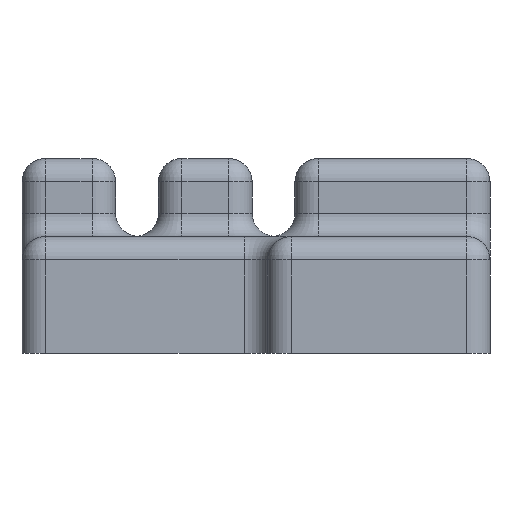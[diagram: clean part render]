
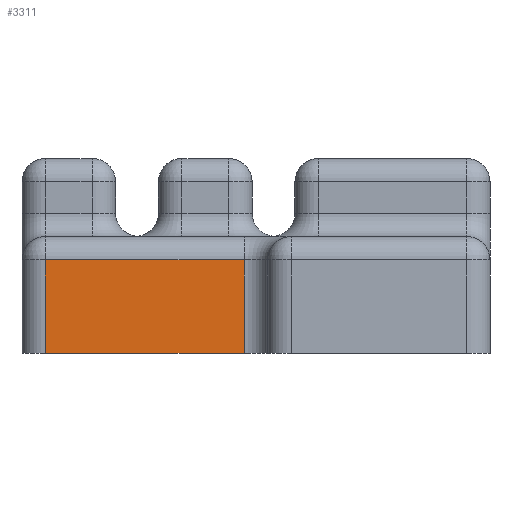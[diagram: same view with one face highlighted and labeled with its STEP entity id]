
A CAD part, left-side view. The second image highlights one B-rep face of the part: STEP entity #3311.
In plain terms, the highlighted planar face has unit normal (-1, 0, 0).
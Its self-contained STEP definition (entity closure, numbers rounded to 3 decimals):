
#1931=CARTESIAN_POINT('',(-11.4,-10.8,-0.6));
#1932=VERTEX_POINT('',#1931);
#1940=CARTESIAN_POINT('',(-11.4,-5.7,-0.6));
#1941=VERTEX_POINT('',#1940);
#1942=CARTESIAN_POINT('',(-11.4,-10.8,-0.6));
#1943=DIRECTION('',(0.,1.,0.));
#1944=VECTOR('',#1943,5.1);
#1945=LINE('',#1942,#1944);
#1946=EDGE_CURVE('',#1932,#1941,#1945,.T.);
#2761=CARTESIAN_POINT('',(-11.4,-10.8,1.8));
#2762=VERTEX_POINT('',#2761);
#2770=CARTESIAN_POINT('',(-11.4,-10.8,-0.6));
#2771=DIRECTION('',(0.,0.,1.));
#2772=VECTOR('',#2771,2.4);
#2773=LINE('',#2770,#2772);
#2774=EDGE_CURVE('',#1932,#2762,#2773,.T.);
#3288=CARTESIAN_POINT('',(-11.4,-4.8,-19.3));
#3289=DIRECTION('',(1.,0.,0.));
#3290=DIRECTION('',(0.,0.,1.));
#3291=AXIS2_PLACEMENT_3D('',#3288,#3289,#3290);
#3292=PLANE('',#3291);
#3293=CARTESIAN_POINT('',(-11.4,-5.7,1.8));
#3294=VERTEX_POINT('',#3293);
#3295=CARTESIAN_POINT('',(-11.4,-10.8,1.8));
#3296=DIRECTION('',(-0.,1.,0.));
#3297=VECTOR('',#3296,5.1);
#3298=LINE('',#3295,#3297);
#3299=EDGE_CURVE('',#2762,#3294,#3298,.T.);
#3300=ORIENTED_EDGE('',*,*,#3299,.T.);
#3301=CARTESIAN_POINT('',(-11.4,-5.7,1.8));
#3302=DIRECTION('',(-0.,-0.,-1.));
#3303=VECTOR('',#3302,2.4);
#3304=LINE('',#3301,#3303);
#3305=EDGE_CURVE('',#3294,#1941,#3304,.T.);
#3306=ORIENTED_EDGE('',*,*,#3305,.T.);
#3307=ORIENTED_EDGE('',*,*,#1946,.F.);
#3308=ORIENTED_EDGE('',*,*,#2774,.T.);
#3309=EDGE_LOOP('',(#3300,#3306,#3307,#3308));
#3310=FACE_BOUND('',#3309,.T.);
#3311=ADVANCED_FACE('',(#3310),#3292,.F.);
